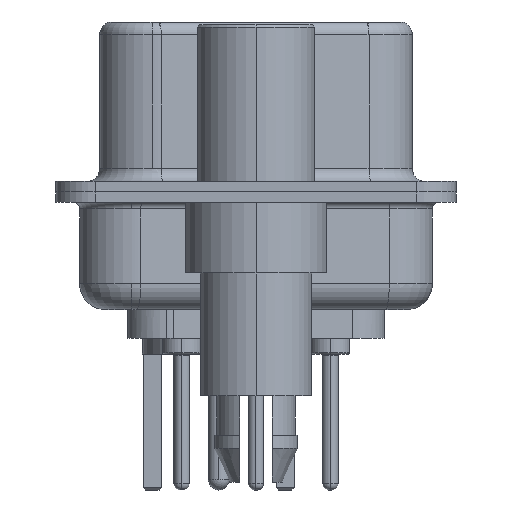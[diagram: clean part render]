
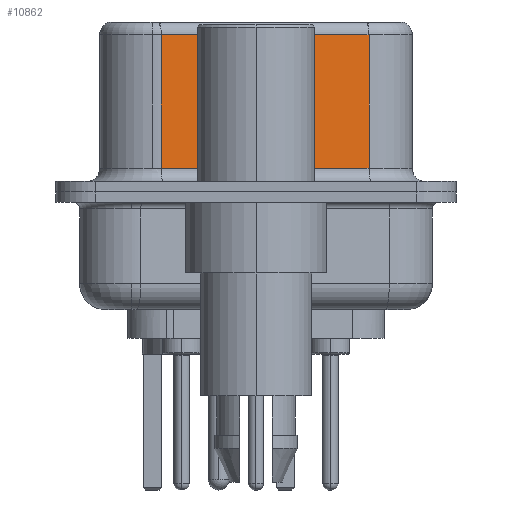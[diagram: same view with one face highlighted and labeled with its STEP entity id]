
A CAD part, left-side view. The second image highlights one B-rep face of the part: STEP entity #10862.
In plain terms, the highlighted planar face has unit normal (-0.985, -0.174, 0).
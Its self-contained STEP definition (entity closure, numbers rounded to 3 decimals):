
#300 = FACE_OUTER_BOUND ( 'NONE', #29752, .T. ) ;
#1044 = VERTEX_POINT ( 'NONE', #19942 ) ;
#1300 = DIRECTION ( 'NONE',  ( -0.174, 0.985, 0. ) ) ;
#3511 = CARTESIAN_POINT ( 'NONE',  ( 3.73, 3.628, 0.9 ) ) ;
#5051 = DIRECTION ( 'NONE',  ( 0., 0., -1. ) ) ;
#6051 = DIRECTION ( 'NONE',  ( 0.174, -0.985, 0. ) ) ;
#6376 = ORIENTED_EDGE ( 'NONE', *, *, #10351, .T. ) ;
#7730 = VECTOR ( 'NONE', #6051, 1000. ) ;
#8486 = LINE ( 'NONE', #30163, #7730 ) ;
#8876 = DIRECTION ( 'NONE',  ( 0., 0., -1. ) ) ;
#10351 = EDGE_CURVE ( 'NONE', #22887, #14536, #8486, .T. ) ;
#10862 = ADVANCED_FACE ( 'NONE', ( #300 ), #20527, .F. ) ;
#11247 = CARTESIAN_POINT ( 'NONE',  ( 5.132, -4.322, 6.02 ) ) ;
#12445 = EDGE_CURVE ( 'NONE', #1044, #22887, #28540, .T. ) ;
#13389 = ORIENTED_EDGE ( 'NONE', *, *, #22534, .T. ) ;
#13829 = DIRECTION ( 'NONE',  ( -0.174, 0.985, 0. ) ) ;
#13868 = ORIENTED_EDGE ( 'NONE', *, *, #12445, .T. ) ;
#13883 = LINE ( 'NONE', #23586, #25890 ) ;
#14536 = VERTEX_POINT ( 'NONE', #23409 ) ;
#15842 = DIRECTION ( 'NONE',  ( 0.985, 0.174, 0. ) ) ;
#17028 = VECTOR ( 'NONE', #8876, 1000. ) ;
#17461 = EDGE_CURVE ( 'NONE', #19621, #14536, #24146, .T. ) ;
#19502 = CARTESIAN_POINT ( 'NONE',  ( 3.73, 3.628, 6.52 ) ) ;
#19621 = VERTEX_POINT ( 'NONE', #11247 ) ;
#19942 = CARTESIAN_POINT ( 'NONE',  ( 3.73, 3.628, 6.02 ) ) ;
#20527 = PLANE ( 'NONE',  #25945 ) ;
#20915 = CARTESIAN_POINT ( 'NONE',  ( 5.132, -4.322, 6.52 ) ) ;
#22093 = VECTOR ( 'NONE', #5051, 1000. ) ;
#22534 = EDGE_CURVE ( 'NONE', #19621, #1044, #13883, .T. ) ;
#22887 = VERTEX_POINT ( 'NONE', #3511 ) ;
#23409 = CARTESIAN_POINT ( 'NONE',  ( 5.132, -4.322, 0.9 ) ) ;
#23586 = CARTESIAN_POINT ( 'NONE',  ( 5.132, -4.322, 6.02 ) ) ;
#24146 = LINE ( 'NONE', #20915, #17028 ) ;
#25890 = VECTOR ( 'NONE', #13829, 1000. ) ;
#25945 = AXIS2_PLACEMENT_3D ( 'NONE', #30269, #15842, #1300 ) ;
#28540 = LINE ( 'NONE', #19502, #22093 ) ;
#28902 = ORIENTED_EDGE ( 'NONE', *, *, #17461, .F. ) ;
#29752 = EDGE_LOOP ( 'NONE', ( #28902, #13389, #13868, #6376 ) ) ;
#30163 = CARTESIAN_POINT ( 'NONE',  ( 5.132, -4.322, 0.9 ) ) ;
#30269 = CARTESIAN_POINT ( 'NONE',  ( 5.132, -4.322, 6.52 ) ) ;
